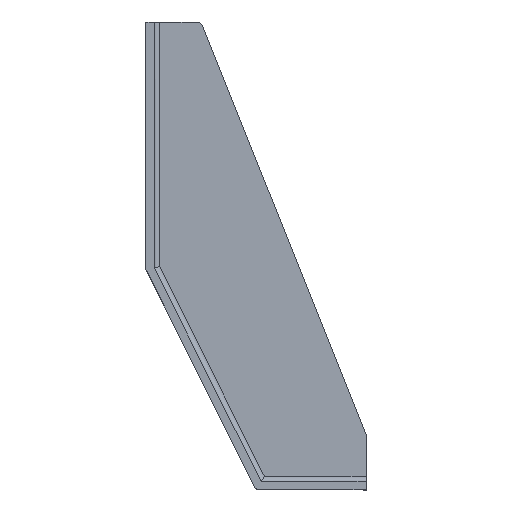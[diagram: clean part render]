
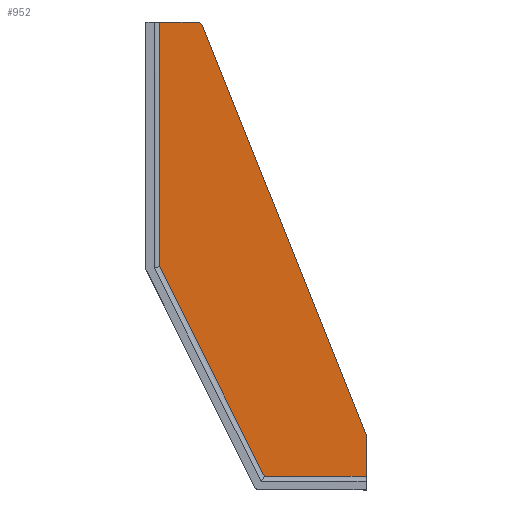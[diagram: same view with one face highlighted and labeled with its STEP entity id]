
A CAD part, top view. The second image highlights one B-rep face of the part: STEP entity #952.
In plain terms, the highlighted planar face has unit normal (0, 0, 1).
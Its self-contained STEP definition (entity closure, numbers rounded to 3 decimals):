
#65 = CARTESIAN_POINT ( 'NONE',  ( 54.401, 83.44, 0. ) ) ;
#67 = PLANE ( 'NONE',  #1016 ) ;
#70 = DIRECTION ( 'NONE',  ( 0., 0., -1. ) ) ;
#71 = DIRECTION ( 'NONE',  ( -1., 0., 0. ) ) ;
#231 = EDGE_CURVE ( 'NONE', #877, #856, #767, .T. ) ;
#233 = EDGE_CURVE ( 'NONE', #877, #854, #766, .T. ) ;
#236 = EDGE_CURVE ( 'NONE', #854, #884, #759, .T. ) ;
#241 = EDGE_CURVE ( 'NONE', #884, #881, #751, .T. ) ;
#248 = EDGE_CURVE ( 'NONE', #876, #885, #738, .T. ) ;
#249 = EDGE_CURVE ( 'NONE', #885, #881, #736, .T. ) ;
#251 = EDGE_CURVE ( 'NONE', #856, #876, #734, .T. ) ;
#274 = CARTESIAN_POINT ( 'NONE',  ( 56.258, 84.182, 0. ) ) ;
#275 = CARTESIAN_POINT ( 'NONE',  ( 40.755, 85.44, 0. ) ) ;
#293 = CARTESIAN_POINT ( 'NONE',  ( 40.755, -3.38, 0. ) ) ;
#294 = CARTESIAN_POINT ( 'NONE',  ( 54.401, 85.44, 0. ) ) ;
#298 = CARTESIAN_POINT ( 'NONE',  ( 115.755, -79.56, 0. ) ) ;
#301 = CARTESIAN_POINT ( 'NONE',  ( 115.755, -64.56, 0. ) ) ;
#302 = CARTESIAN_POINT ( 'NONE',  ( 78.845, -79.56, 0. ) ) ;
#439 = EDGE_LOOP ( 'NONE', ( #453, #624, #637, #471, #633, #623, #629 ) ) ;
#453 = ORIENTED_EDGE ( 'NONE', *, *, #248, .T. ) ;
#471 = ORIENTED_EDGE ( 'NONE', *, *, #236, .F. ) ;
#587 = CARTESIAN_POINT ( 'NONE',  ( 8.756, 60.617, 0. ) ) ;
#588 = DIRECTION ( 'NONE',  ( 0.447, -0.894, 0. ) ) ;
#589 = CARTESIAN_POINT ( 'NONE',  ( 54.401, -79.56, 0. ) ) ;
#591 = DIRECTION ( 'NONE',  ( 1., 0., 0. ) ) ;
#597 = CARTESIAN_POINT ( 'NONE',  ( 40.755, 83.44, 0. ) ) ;
#603 = DIRECTION ( 'NONE',  ( 0., -1., 0. ) ) ;
#623 = ORIENTED_EDGE ( 'NONE', *, *, #231, .T. ) ;
#624 = ORIENTED_EDGE ( 'NONE', *, *, #249, .T. ) ;
#629 = ORIENTED_EDGE ( 'NONE', *, *, #251, .T. ) ;
#633 = ORIENTED_EDGE ( 'NONE', *, *, #233, .F. ) ;
#637 = ORIENTED_EDGE ( 'NONE', *, *, #241, .F. ) ;
#659 = FACE_OUTER_BOUND ( 'NONE', #439, .T. ) ;
#732 = VECTOR ( 'NONE', #603, 1000. ) ;
#733 = VECTOR ( 'NONE', #591, 1000. ) ;
#734 = LINE ( 'NONE', #597, #732 ) ;
#735 = VECTOR ( 'NONE', #588, 1000. ) ;
#736 = LINE ( 'NONE', #589, #733 ) ;
#738 = LINE ( 'NONE', #587, #735 ) ;
#748 = VECTOR ( 'NONE', #1116, 1000. ) ;
#751 = LINE ( 'NONE', #1115, #748 ) ;
#757 = VECTOR ( 'NONE', #1084, 1000. ) ;
#759 = LINE ( 'NONE', #1088, #757 ) ;
#765 = VECTOR ( 'NONE', #1071, 1000. ) ;
#766 = CIRCLE ( 'NONE', #1059, 2. ) ;
#767 = LINE ( 'NONE', #1070, #765 ) ;
#854 = VERTEX_POINT ( 'NONE', #274 ) ;
#856 = VERTEX_POINT ( 'NONE', #275 ) ;
#876 = VERTEX_POINT ( 'NONE', #293 ) ;
#877 = VERTEX_POINT ( 'NONE', #294 ) ;
#881 = VERTEX_POINT ( 'NONE', #298 ) ;
#884 = VERTEX_POINT ( 'NONE', #301 ) ;
#885 = VERTEX_POINT ( 'NONE', #302 ) ;
#952 = ADVANCED_FACE ( 'NONE', ( #659 ), #67, .F. ) ;
#1016 = AXIS2_PLACEMENT_3D ( 'NONE', #65, #70, #71 ) ;
#1059 = AXIS2_PLACEMENT_3D ( 'NONE', #1085, #1086, #1087 ) ;
#1070 = CARTESIAN_POINT ( 'NONE',  ( 43.755, 85.44, 0. ) ) ;
#1071 = DIRECTION ( 'NONE',  ( -1., 0., 0. ) ) ;
#1084 = DIRECTION ( 'NONE',  ( 0.371, -0.928, 0. ) ) ;
#1085 = CARTESIAN_POINT ( 'NONE',  ( 54.401, 83.44, 0. ) ) ;
#1086 = DIRECTION ( 'NONE',  ( 0., 0., -1. ) ) ;
#1087 = DIRECTION ( 'NONE',  ( -1., 0., 0. ) ) ;
#1088 = CARTESIAN_POINT ( 'NONE',  ( 56.258, 84.182, 0. ) ) ;
#1115 = CARTESIAN_POINT ( 'NONE',  ( 115.755, -64.56, 0. ) ) ;
#1116 = DIRECTION ( 'NONE',  ( 0., -1., 0. ) ) ;
